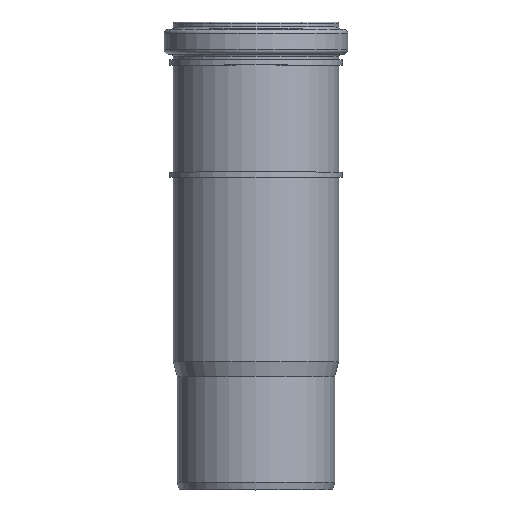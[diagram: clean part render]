
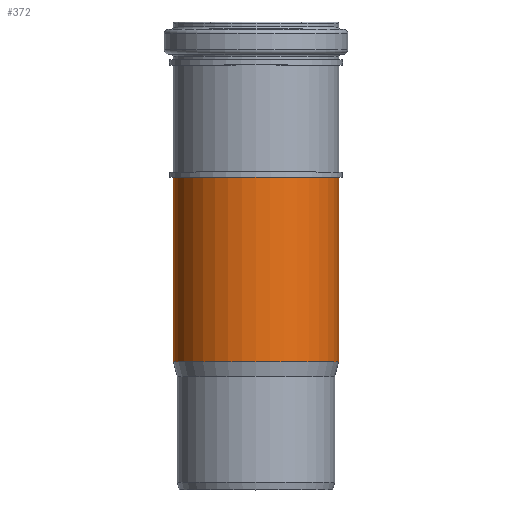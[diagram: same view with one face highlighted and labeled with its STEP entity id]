
A CAD part, top view. The second image highlights one B-rep face of the part: STEP entity #372.
In plain terms, the highlighted cylindrical face has radius 39.4 mm (diameter 78.8 mm), a full revolution.
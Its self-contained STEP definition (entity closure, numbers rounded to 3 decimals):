
#35=CYLINDRICAL_SURFACE('',#417,39.4);
#51=FACE_BOUND('',#129,.T.);
#86=FACE_OUTER_BOUND('',#128,.T.);
#128=EDGE_LOOP('',(#303));
#129=EDGE_LOOP('',(#304));
#187=CIRCLE('',#408,39.4);
#192=CIRCLE('',#418,39.4);
#222=VERTEX_POINT('',#624);
#227=VERTEX_POINT('',#639);
#257=EDGE_CURVE('',#222,#222,#187,.T.);
#262=EDGE_CURVE('',#227,#227,#192,.T.);
#303=ORIENTED_EDGE('',*,*,#262,.F.);
#304=ORIENTED_EDGE('',*,*,#257,.T.);
#372=ADVANCED_FACE('',(#86,#51),#35,.T.);
#408=AXIS2_PLACEMENT_3D('',#625,#486,#487);
#417=AXIS2_PLACEMENT_3D('',#638,#504,#505);
#418=AXIS2_PLACEMENT_3D('',#640,#506,#507);
#486=DIRECTION('center_axis',(0.,-1.,0.));
#487=DIRECTION('ref_axis',(1.,0.,0.));
#504=DIRECTION('center_axis',(0.,-1.,0.));
#505=DIRECTION('ref_axis',(1.,0.,0.));
#506=DIRECTION('center_axis',(0.,-1.,0.));
#507=DIRECTION('ref_axis',(1.,0.,0.));
#624=CARTESIAN_POINT('',(39.4,95.537,0.));
#625=CARTESIAN_POINT('Origin',(0.,95.537,0.));
#638=CARTESIAN_POINT('Origin',(0.,80.39,0.));
#639=CARTESIAN_POINT('',(39.4,7.613,0.));
#640=CARTESIAN_POINT('Origin',(0.,7.613,0.));
